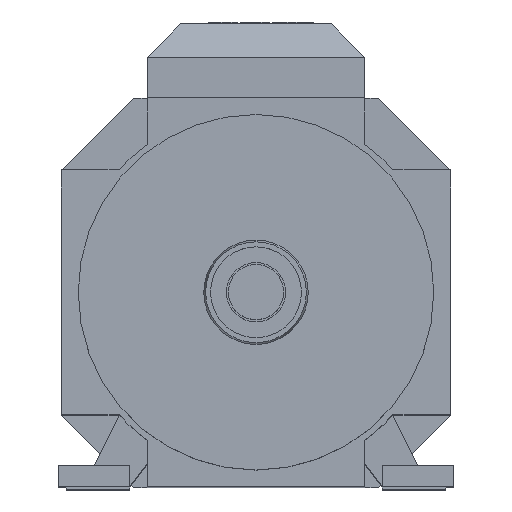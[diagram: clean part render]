
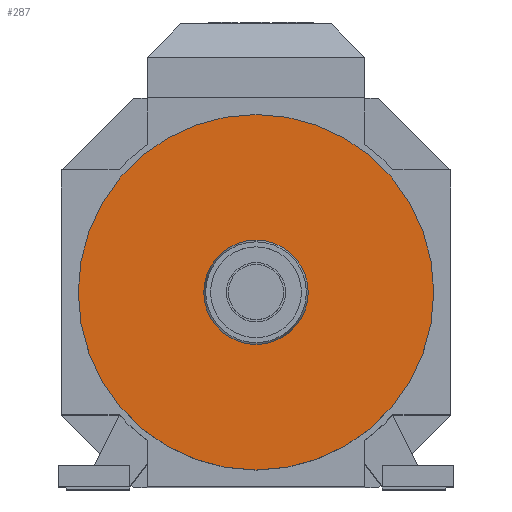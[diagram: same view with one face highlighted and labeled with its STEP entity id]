
A CAD part, top view. The second image highlights one B-rep face of the part: STEP entity #287.
In plain terms, the highlighted planar face has unit normal (0, 0, 1).
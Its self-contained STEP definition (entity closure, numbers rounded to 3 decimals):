
#64=PLANE('',#3525);
#210=FACE_BOUND('',#664,.T.);
#211=FACE_BOUND('',#665,.T.);
#287=ADVANCED_FACE('',(#210,#211),#64,.T.);
#664=EDGE_LOOP('',(#982,#983));
#665=EDGE_LOOP('',(#984,#985));
#874=CIRCLE('',#3493,26.438);
#891=CIRCLE('',#3518,90.);
#894=CIRCLE('',#3523,90.);
#895=CIRCLE('',#3524,26.438);
#982=ORIENTED_EDGE('',*,*,#2257,.F.);
#983=ORIENTED_EDGE('',*,*,#2262,.F.);
#984=ORIENTED_EDGE('',*,*,#2223,.T.);
#985=ORIENTED_EDGE('',*,*,#2263,.T.);
#1906=VERTEX_POINT('',#4635);
#1908=VERTEX_POINT('',#4638);
#1939=VERTEX_POINT('',#4708);
#1941=VERTEX_POINT('',#4712);
#2223=EDGE_CURVE('',#1908,#1906,#874,.T.);
#2257=EDGE_CURVE('',#1941,#1939,#891,.T.);
#2262=EDGE_CURVE('',#1939,#1941,#894,.T.);
#2263=EDGE_CURVE('',#1906,#1908,#895,.T.);
#3493=AXIS2_PLACEMENT_3D('',#4637,#3744,#3745);
#3518=AXIS2_PLACEMENT_3D('',#4713,#3811,#3812);
#3523=AXIS2_PLACEMENT_3D('',#4724,#3823,#3824);
#3524=AXIS2_PLACEMENT_3D('',#4725,#3825,#3826);
#3525=AXIS2_PLACEMENT_3D('',#4726,#3827,#3828);
#3744=DIRECTION('',(0.,0.,-1.));
#3745=DIRECTION('',(1.,0.,0.));
#3811=DIRECTION('',(0.,0.,-1.));
#3812=DIRECTION('',(-1.,0.,0.));
#3823=DIRECTION('',(0.,0.,-1.));
#3824=DIRECTION('',(-1.,0.,0.));
#3825=DIRECTION('',(0.,0.,-1.));
#3826=DIRECTION('',(1.,0.,0.));
#3827=DIRECTION('',(0.,0.,1.));
#3828=DIRECTION('',(-1.,0.,0.));
#4635=CARTESIAN_POINT('',(-26.438,0.,265.));
#4637=CARTESIAN_POINT('',(0.,0.,
265.));
#4638=CARTESIAN_POINT('',(26.438,0.,265.));
#4708=CARTESIAN_POINT('',(-90.,0.,265.));
#4712=CARTESIAN_POINT('',(90.,0.,265.));
#4713=CARTESIAN_POINT('',(0.,0.,265.));
#4724=CARTESIAN_POINT('',(0.,0.,265.));
#4725=CARTESIAN_POINT('',(0.,0.,
265.));
#4726=CARTESIAN_POINT('',(0.,0.,265.));
